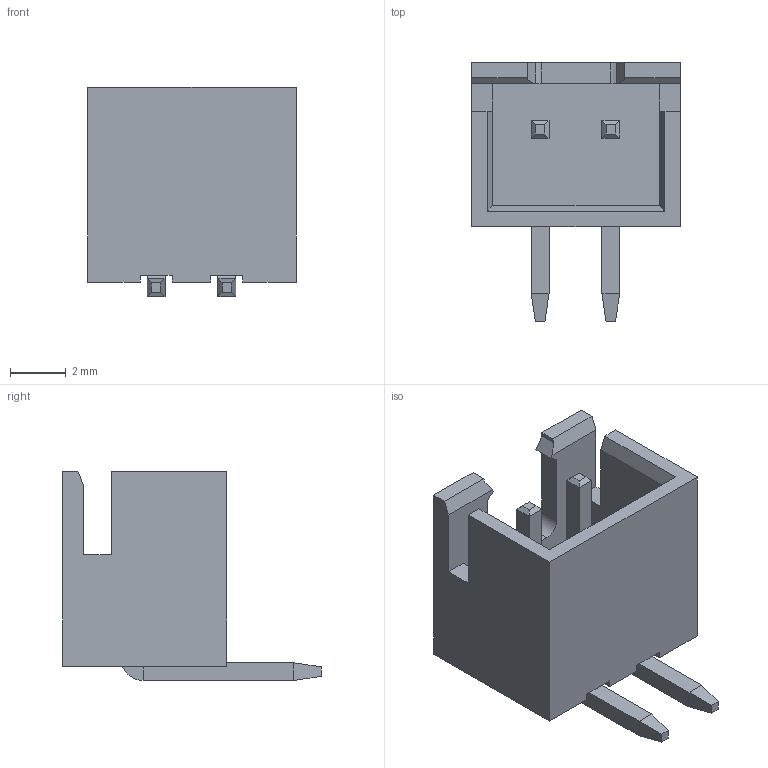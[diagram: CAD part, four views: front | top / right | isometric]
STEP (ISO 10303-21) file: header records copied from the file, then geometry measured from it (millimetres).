
FILE_DESCRIPTION (( 'STEP AP214' ), '1' );
FILE_NAME ('E8549F3A-459C-4E87-8FA4-0E92E6287FA4.STEP', '2025-04-27T10:17:50', ( '' ), ( '' ), 'SwSTEP 2.0', 'SolidWorks 2022', '' );
FILE_SCHEMA (( 'AUTOMOTIVE_DESIGN' ));
Length unit declared in the file: millimetre
Products named in the file (1): E8549F3A-459C-4E87-8FA4-0E92E6287FA4
Bounding box: 7.5 x 9.3 x 7.52 mm (x, y, z)
Volume: 135.9 mm3; surface area: 447.3 mm2
Topology: 1 solids, 1 shells, 87 faces, 217 edges, 136 vertices
Faces by surface type: plane 79, cylinder 8
Entity records: 2553 total; most frequent: CARTESIAN_POINT 441, ORIENTED_EDGE 434, DIRECTION 409, EDGE_CURVE 217, LINE 201, VECTOR 201, VERTEX_POINT 136, AXIS2_PLACEMENT_3D 104
